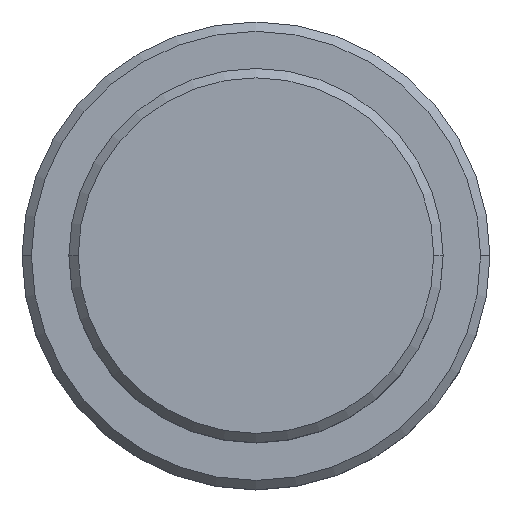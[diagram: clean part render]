
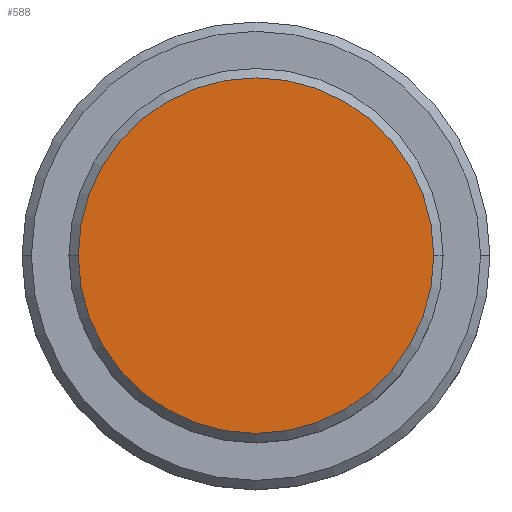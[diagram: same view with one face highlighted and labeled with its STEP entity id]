
A CAD part, top view. The second image highlights one B-rep face of the part: STEP entity #588.
In plain terms, the highlighted planar face has unit normal (0, 0, 1).
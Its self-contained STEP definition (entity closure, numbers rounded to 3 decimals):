
#6 = VERTEX_POINT ( 'NONE', #1341 ) ;
#44 = ORIENTED_EDGE ( 'NONE', *, *, #779, .T. ) ;
#49 = VERTEX_POINT ( 'NONE', #682 ) ;
#89 = DIRECTION ( 'NONE',  ( 0., 0., 1. ) ) ;
#166 = PLANE ( 'NONE',  #259 ) ;
#259 = AXIS2_PLACEMENT_3D ( 'NONE', #717, #810, #723 ) ;
#261 = CIRCLE ( 'NONE', #1006, 9.5 ) ;
#271 = ORIENTED_EDGE ( 'NONE', *, *, #905, .T. ) ;
#329 = CARTESIAN_POINT ( 'NONE',  ( 0., 0., 0. ) ) ;
#405 = FACE_OUTER_BOUND ( 'NONE', #656, .T. ) ;
#588 = ADVANCED_FACE ( 'NONE', ( #405 ), #166, .T. ) ;
#656 = EDGE_LOOP ( 'NONE', ( #44, #271 ) ) ;
#682 = CARTESIAN_POINT ( 'NONE',  ( -9.5, 0., 0. ) ) ;
#717 = CARTESIAN_POINT ( 'NONE',  ( 0., 0., 0. ) ) ;
#723 = DIRECTION ( 'NONE',  ( 1., 0., 0. ) ) ;
#779 = EDGE_CURVE ( 'NONE', #49, #6, #261, .T. ) ;
#810 = DIRECTION ( 'NONE',  ( 0., 0., 1. ) ) ;
#880 = DIRECTION ( 'NONE',  ( 1., 0., 0. ) ) ;
#905 = EDGE_CURVE ( 'NONE', #6, #49, #1353, .T. ) ;
#1006 = AXIS2_PLACEMENT_3D ( 'NONE', #329, #89, #1401 ) ;
#1033 = AXIS2_PLACEMENT_3D ( 'NONE', #1210, #1315, #880 ) ;
#1210 = CARTESIAN_POINT ( 'NONE',  ( 0., 0., 0. ) ) ;
#1315 = DIRECTION ( 'NONE',  ( 0., 0., 1. ) ) ;
#1341 = CARTESIAN_POINT ( 'NONE',  ( 9.5, 0., 0. ) ) ;
#1353 = CIRCLE ( 'NONE', #1033, 9.5 ) ;
#1401 = DIRECTION ( 'NONE',  ( 1., 0., 0. ) ) ;
